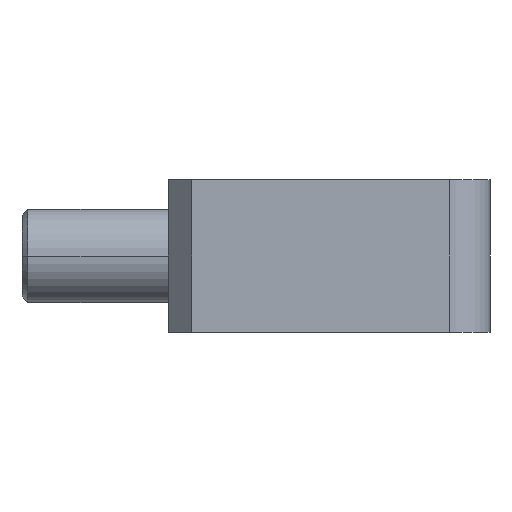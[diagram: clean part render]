
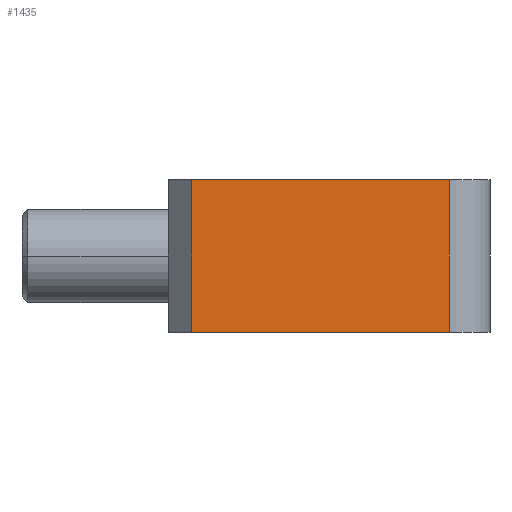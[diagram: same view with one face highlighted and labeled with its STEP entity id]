
A CAD part, left-side view. The second image highlights one B-rep face of the part: STEP entity #1435.
In plain terms, the highlighted planar face has unit normal (-1, 0, 0).
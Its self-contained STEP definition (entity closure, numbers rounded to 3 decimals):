
#1422=AXIS2_PLACEMENT_3D('Plane Axis2P3D',#1419,#1420,#1421) ;
#1191=CARTESIAN_POINT('Vertex',(-39.5,15.,-93.5)) ;
#1194=CARTESIAN_POINT('Line Origine',(-39.5,26.,-93.5)) ;
#1198=CARTESIAN_POINT('Vertex',(-39.5,37.,-93.5)) ;
#1272=CARTESIAN_POINT('Vertex',(-39.5,37.,-80.5)) ;
#1275=CARTESIAN_POINT('Line Origine',(-39.5,26.,-80.5)) ;
#1279=CARTESIAN_POINT('Vertex',(-39.5,15.,-80.5)) ;
#1402=CARTESIAN_POINT('Line Origine',(-39.5,37.,-87.)) ;
#1419=CARTESIAN_POINT('Axis2P3D Location',(-39.5,37.,0.)) ;
#1424=CARTESIAN_POINT('Line Origine',(-39.5,15.,-87.)) ;
#1195=DIRECTION('Vector Direction',(0.,-1.,0.)) ;
#1276=DIRECTION('Vector Direction',(0.,-1.,0.)) ;
#1403=DIRECTION('Vector Direction',(0.,0.,-1.)) ;
#1420=DIRECTION('Axis2P3D Direction',(1.,0.,0.)) ;
#1421=DIRECTION('Axis2P3D XDirection',(0.,-1.,0.)) ;
#1425=DIRECTION('Vector Direction',(0.,0.,-1.)) ;
#1196=VECTOR('Line Direction',#1195,1.) ;
#1277=VECTOR('Line Direction',#1276,1.) ;
#1404=VECTOR('Line Direction',#1403,1.) ;
#1426=VECTOR('Line Direction',#1425,1.) ;
#1430=ORIENTED_EDGE('',*,*,#1200,.T.) ;
#1431=ORIENTED_EDGE('',*,*,#1428,.F.) ;
#1432=ORIENTED_EDGE('',*,*,#1281,.F.) ;
#1433=ORIENTED_EDGE('',*,*,#1406,.T.) ;
#1435=ADVANCED_FACE('Terminali anteriori per cavi FCCuAl inferiori',(#1434),#1423,.F.) ;
#1200=EDGE_CURVE('',#1199,#1192,#1197,.T.) ;
#1281=EDGE_CURVE('',#1273,#1280,#1278,.T.) ;
#1406=EDGE_CURVE('',#1273,#1199,#1405,.T.) ;
#1428=EDGE_CURVE('',#1280,#1192,#1427,.T.) ;
#1429=EDGE_LOOP('',(#1430,#1431,#1432,#1433)) ;
#1434=FACE_OUTER_BOUND('',#1429,.T.) ;
#1197=LINE('Line',#1194,#1196) ;
#1278=LINE('Line',#1275,#1277) ;
#1405=LINE('Line',#1402,#1404) ;
#1427=LINE('Line',#1424,#1426) ;
#1423=PLANE('',#1422) ;
#1192=VERTEX_POINT('',#1191) ;
#1199=VERTEX_POINT('',#1198) ;
#1273=VERTEX_POINT('',#1272) ;
#1280=VERTEX_POINT('',#1279) ;
